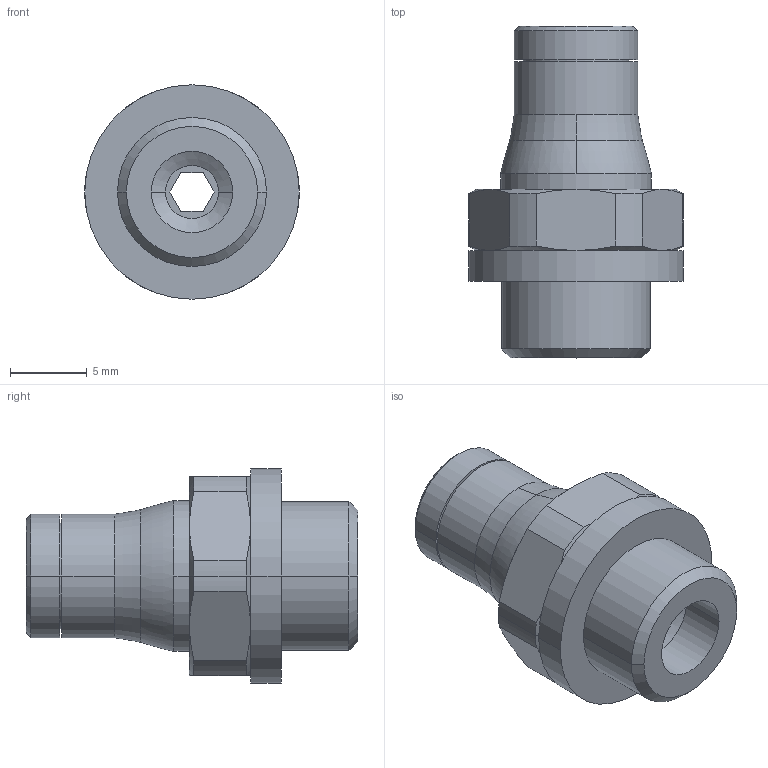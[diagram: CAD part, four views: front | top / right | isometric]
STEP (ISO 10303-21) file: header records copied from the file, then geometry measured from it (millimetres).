
FILE_DESCRIPTION(('STEP AP214'),'1');
FILE_NAME('3801_04_10.stp','2016-07-07T14:26:35',('TraceParts'),('TraceParts S.A.'),'Spatial InterOp 3D',' ',' ');
FILE_SCHEMA(('automotive_design'));
Length unit declared in the file: millimetre
Products named in the file (1): 1
Bounding box: 14 x 21.66 x 14 mm (x, y, z)
Volume: 1564.1 mm3; surface area: 1267.8 mm2
Topology: 1 solids, 1 shells, 73 faces, 167 edges, 103 vertices
Faces by surface type: cylinder 24, cone 24, plane 21, torus 4
Entity records: 2107 total; most frequent: CARTESIAN_POINT 440, DIRECTION 374, ORIENTED_EDGE 334, EDGE_CURVE 167, AXIS2_PLACEMENT_3D 157, VERTEX_POINT 103, CIRCLE 83, EDGE_LOOP 82
